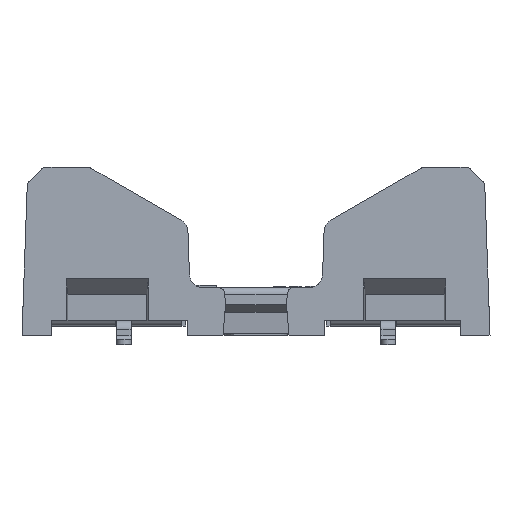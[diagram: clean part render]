
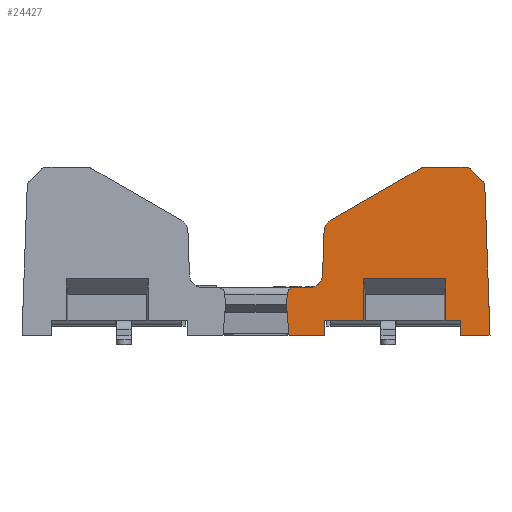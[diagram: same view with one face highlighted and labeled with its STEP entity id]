
A CAD part, top view. The second image highlights one B-rep face of the part: STEP entity #24427.
In plain terms, the highlighted planar face has unit normal (0, 0.009, 1).
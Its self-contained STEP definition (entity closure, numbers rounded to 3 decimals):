
#23195=VERTEX_POINT('NONE',#23196);
#23196=CARTESIAN_POINT('',(2.3,2.3,5.43));
#23237=VERTEX_POINT('NONE',#23238);
#23238=CARTESIAN_POINT('',(2.501,0.0,5.45));
#23244=EDGE_CURVE('NONE',#23237,#23195,#23245,.T.);
#23245=LINE('',#23246,#23247);
#23246=CARTESIAN_POINT('',(2.3,2.3,5.43));
#23247=VECTOR('',#23248,1.0);
#23248=DIRECTION('',(-0.087,0.996,-0.009));
#24427=ADVANCED_FACE('NONE',(#24428),#24611,.T.);
#24428=FACE_BOUND('NONE',#24429,.T.);
#24429=EDGE_LOOP('',(#24430,#24440,#24449,#24455,#24456,#24464,#24472,#24480,#24488,#24496,#24504,#24512,#24520,#24528,#24536,#24545,#24553,#24562,#24570,#24579,#24587,#24596,#24604));
#24430=ORIENTED_EDGE('',*,*,#24431,.T.);
#24431=EDGE_CURVE('NONE',#24432,#24434,#24436,.T.);
#24432=VERTEX_POINT('NONE',#24433);
#24433=CARTESIAN_POINT('',(4.034,3.6,5.419));
#24434=VERTEX_POINT('NONE',#24435);
#24435=CARTESIAN_POINT('',(2.872,3.6,5.419));
#24436=LINE('',#24437,#24438);
#24437=CARTESIAN_POINT('',(-17.7,3.6,5.419));
#24438=VECTOR('',#24439,1.0);
#24439=DIRECTION('',(-1.0,0.0,0.));
#24440=ORIENTED_EDGE('',*,*,#24441,.T.);
#24441=EDGE_CURVE('NONE',#24434,#24442,#24444,.T.);
#24442=VERTEX_POINT('NONE',#24443);
#24443=CARTESIAN_POINT('',(2.374,3.144,5.423));
#24444=(BOUNDED_CURVE()B_SPLINE_CURVE(3,(#24445,#24446,#24447,#24448),.UNSPECIFIED.,.F.,.U.)B_SPLINE_CURVE_WITH_KNOTS((4,4),(3.142,4.625),.PIECEWISE_BEZIER_KNOTS.)CURVE()GEOMETRIC_REPRESENTATION_ITEM()RATIONAL_B_SPLINE_CURVE((1.0,0.825,0.825,1.0))REPRESENTATION_ITEM(''));
#24445=CARTESIAN_POINT('',(2.872,3.6,5.419));
#24446=CARTESIAN_POINT('',(2.599,3.6,5.419));
#24447=CARTESIAN_POINT('',(2.398,3.416,5.42));
#24448=CARTESIAN_POINT('',(2.374,3.144,5.423));
#24449=ORIENTED_EDGE('',*,*,#24450,.T.);
#24450=EDGE_CURVE('NONE',#24442,#23195,#24451,.F.);
#24451=LINE('',#24452,#24453);
#24452=CARTESIAN_POINT('',(2.3,2.3,5.43));
#24453=VECTOR('',#24454,1.0);
#24454=DIRECTION('',(0.087,0.996,-0.009));
#24455=ORIENTED_EDGE('',*,*,#23244,.F.);
#24456=ORIENTED_EDGE('',*,*,#24457,.T.);
#24457=EDGE_CURVE('NONE',#23237,#24458,#24460,.T.);
#24458=VERTEX_POINT('NONE',#24459);
#24459=CARTESIAN_POINT('',(5.15,0.,5.45));
#24460=LINE('',#24461,#24462);
#24461=CARTESIAN_POINT('',(-17.7,0.0,5.45));
#24462=VECTOR('',#24463,1.0);
#24463=DIRECTION('',(1.0,0.0,0.));
#24464=ORIENTED_EDGE('',*,*,#24465,.T.);
#24465=EDGE_CURVE('NONE',#24458,#24466,#24468,.F.);
#24466=VERTEX_POINT('NONE',#24467);
#24467=CARTESIAN_POINT('',(5.15,1.1,5.44));
#24468=LINE('',#24469,#24470);
#24469=CARTESIAN_POINT('',(5.15,1.195,5.44));
#24470=VECTOR('',#24471,1.0);
#24471=DIRECTION('',(0.0,-1.,0.009));
#24472=ORIENTED_EDGE('',*,*,#24473,.T.);
#24473=EDGE_CURVE('NONE',#24466,#24474,#24476,.F.);
#24474=VERTEX_POINT('NONE',#24475);
#24475=CARTESIAN_POINT('',(8.146,1.1,5.44));
#24476=LINE('',#24477,#24478);
#24477=CARTESIAN_POINT('',(15.5,1.1,5.44));
#24478=VECTOR('',#24479,1.0);
#24479=DIRECTION('',(-1.0,0.0,0.));
#24480=ORIENTED_EDGE('',*,*,#24481,.T.);
#24481=EDGE_CURVE('NONE',#24474,#24482,#24484,.F.);
#24482=VERTEX_POINT('NONE',#24483);
#24483=CARTESIAN_POINT('',(8.148,4.263,5.413));
#24484=LINE('',#24485,#24486);
#24485=CARTESIAN_POINT('',(8.146,1.11,5.44));
#24486=VECTOR('',#24487,1.0);
#24487=DIRECTION('',(-0.001,-1.,0.009));
#24488=ORIENTED_EDGE('',*,*,#24489,.T.);
#24489=EDGE_CURVE('NONE',#24482,#24490,#24492,.F.);
#24490=VERTEX_POINT('NONE',#24491);
#24491=CARTESIAN_POINT('',(14.352,4.263,5.413));
#24492=LINE('',#24493,#24494);
#24493=CARTESIAN_POINT('',(-17.7,4.263,5.413));
#24494=VECTOR('',#24495,1.0);
#24495=DIRECTION('',(-1.0,0.,0.));
#24496=ORIENTED_EDGE('',*,*,#24497,.T.);
#24497=EDGE_CURVE('NONE',#24490,#24498,#24500,.T.);
#24498=VERTEX_POINT('NONE',#24499);
#24499=CARTESIAN_POINT('',(14.354,1.1,5.44));
#24500=LINE('',#24501,#24502);
#24501=CARTESIAN_POINT('',(14.354,1.11,5.44));
#24502=VECTOR('',#24503,1.0);
#24503=DIRECTION('',(0.001,-1.,0.009));
#24504=ORIENTED_EDGE('',*,*,#24505,.T.);
#24505=EDGE_CURVE('NONE',#24498,#24506,#24508,.F.);
#24506=VERTEX_POINT('NONE',#24507);
#24507=CARTESIAN_POINT('',(15.5,1.1,5.44));
#24508=LINE('',#24509,#24510);
#24509=CARTESIAN_POINT('',(15.5,1.1,5.44));
#24510=VECTOR('',#24511,1.0);
#24511=DIRECTION('',(-1.0,0.0,0.));
#24512=ORIENTED_EDGE('',*,*,#24513,.T.);
#24513=EDGE_CURVE('NONE',#24506,#24514,#24516,.F.);
#24514=VERTEX_POINT('NONE',#24515);
#24515=CARTESIAN_POINT('',(15.5,0.,5.45));
#24516=LINE('',#24517,#24518);
#24517=CARTESIAN_POINT('',(15.5,1.195,5.44));
#24518=VECTOR('',#24519,1.0);
#24519=DIRECTION('',(0.0,1.,-0.009));
#24520=ORIENTED_EDGE('',*,*,#24521,.T.);
#24521=EDGE_CURVE('NONE',#24514,#24522,#24524,.T.);
#24522=VERTEX_POINT('NONE',#24523);
#24523=CARTESIAN_POINT('',(17.7,0.0,5.45));
#24524=LINE('',#24525,#24526);
#24525=CARTESIAN_POINT('',(-17.7,0.0,5.45));
#24526=VECTOR('',#24527,1.0);
#24527=DIRECTION('',(1.0,0.0,0.));
#24528=ORIENTED_EDGE('',*,*,#24529,.T.);
#24529=EDGE_CURVE('NONE',#24522,#24530,#24532,.F.);
#24530=VERTEX_POINT('NONE',#24531);
#24531=CARTESIAN_POINT('',(17.305,11.305,5.351));
#24532=LINE('',#24533,#24534);
#24533=CARTESIAN_POINT('',(17.697,0.095,5.449));
#24534=VECTOR('',#24535,1.0);
#24535=DIRECTION('',(0.035,-0.999,0.009));
#24536=ORIENTED_EDGE('',*,*,#24537,.T.);
#24537=EDGE_CURVE('NONE',#24530,#24538,#24540,.T.);
#24538=VERTEX_POINT('NONE',#24539);
#24539=CARTESIAN_POINT('',(17.159,11.641,5.348));
#24540=(BOUNDED_CURVE()B_SPLINE_CURVE(3,(#24541,#24542,#24543,#24544),.UNSPECIFIED.,.F.,.U.)B_SPLINE_CURVE_WITH_KNOTS((4,4),(4.747,5.498),.PIECEWISE_BEZIER_KNOTS.)CURVE()GEOMETRIC_REPRESENTATION_ITEM()RATIONAL_B_SPLINE_CURVE((1.0,0.954,0.954,1.0))REPRESENTATION_ITEM(''));
#24541=CARTESIAN_POINT('',(17.305,11.305,5.351));
#24542=CARTESIAN_POINT('',(17.301,11.433,5.35));
#24543=CARTESIAN_POINT('',(17.25,11.55,5.349));
#24544=CARTESIAN_POINT('',(17.159,11.641,5.348));
#24545=ORIENTED_EDGE('',*,*,#24546,.T.);
#24546=EDGE_CURVE('NONE',#24538,#24547,#24549,.T.);
#24547=VERTEX_POINT('NONE',#24548);
#24548=CARTESIAN_POINT('',(16.246,12.554,5.34));
#24549=LINE('',#24550,#24551);
#24550=CARTESIAN_POINT('',(5.551,23.249,5.247));
#24551=VECTOR('',#24552,1.0);
#24552=DIRECTION('',(-0.707,0.707,-0.006));
#24553=ORIENTED_EDGE('',*,*,#24554,.T.);
#24554=EDGE_CURVE('NONE',#24547,#24555,#24557,.T.);
#24555=VERTEX_POINT('NONE',#24556);
#24556=CARTESIAN_POINT('',(15.893,12.7,5.339));
#24557=(BOUNDED_CURVE()B_SPLINE_CURVE(3,(#24558,#24559,#24560,#24561),.UNSPECIFIED.,.F.,.U.)B_SPLINE_CURVE_WITH_KNOTS((4,4),(5.498,6.283),.PIECEWISE_BEZIER_KNOTS.)CURVE()GEOMETRIC_REPRESENTATION_ITEM()RATIONAL_B_SPLINE_CURVE((1.0,0.949,0.949,1.0))REPRESENTATION_ITEM(''));
#24558=CARTESIAN_POINT('',(16.246,12.554,5.34));
#24559=CARTESIAN_POINT('',(16.151,12.649,5.34));
#24560=CARTESIAN_POINT('',(16.027,12.7,5.339));
#24561=CARTESIAN_POINT('',(15.893,12.7,5.339));
#24562=ORIENTED_EDGE('',*,*,#24563,.T.);
#24563=EDGE_CURVE('NONE',#24555,#24564,#24566,.F.);
#24564=VERTEX_POINT('NONE',#24565);
#24565=CARTESIAN_POINT('',(12.734,12.7,5.339));
#24566=LINE('',#24567,#24568);
#24567=CARTESIAN_POINT('',(-17.7,12.7,5.339));
#24568=VECTOR('',#24569,1.0);
#24569=DIRECTION('',(1.0,0.0,0.));
#24570=ORIENTED_EDGE('',*,*,#24571,.T.);
#24571=EDGE_CURVE('NONE',#24564,#24572,#24574,.T.);
#24572=VERTEX_POINT('NONE',#24573);
#24573=CARTESIAN_POINT('',(12.484,12.633,5.34));
#24574=(BOUNDED_CURVE()B_SPLINE_CURVE(3,(#24575,#24576,#24577,#24578),.UNSPECIFIED.,.F.,.U.)B_SPLINE_CURVE_WITH_KNOTS((4,4),(0.,0.524),.PIECEWISE_BEZIER_KNOTS.)CURVE()GEOMETRIC_REPRESENTATION_ITEM()RATIONAL_B_SPLINE_CURVE((1.0,0.977,0.977,1.0))REPRESENTATION_ITEM(''));
#24575=CARTESIAN_POINT('',(12.734,12.7,5.339));
#24576=CARTESIAN_POINT('',(12.646,12.7,5.339));
#24577=CARTESIAN_POINT('',(12.56,12.677,5.339));
#24578=CARTESIAN_POINT('',(12.484,12.633,5.34));
#24579=ORIENTED_EDGE('',*,*,#24580,.T.);
#24580=EDGE_CURVE('NONE',#24572,#24581,#24583,.T.);
#24581=VERTEX_POINT('NONE',#24582);
#24582=CARTESIAN_POINT('',(5.648,8.686,5.374));
#24583=LINE('',#24584,#24585);
#24584=CARTESIAN_POINT('',(-15.624,-3.595,5.481));
#24585=VECTOR('',#24586,1.0);
#24586=DIRECTION('',(-0.866,-0.5,0.004));
#24587=ORIENTED_EDGE('',*,*,#24588,.T.);
#24588=EDGE_CURVE('NONE',#24581,#24589,#24591,.T.);
#24589=VERTEX_POINT('NONE',#24590);
#24590=CARTESIAN_POINT('',(5.149,7.855,5.381));
#24591=(BOUNDED_CURVE()B_SPLINE_CURVE(3,(#24592,#24593,#24594,#24595),.UNSPECIFIED.,.F.,.U.)B_SPLINE_CURVE_WITH_KNOTS((4,4),(0.524,1.536),.PIECEWISE_BEZIER_KNOTS.)CURVE()GEOMETRIC_REPRESENTATION_ITEM()RATIONAL_B_SPLINE_CURVE((1.0,0.916,0.916,1.0))REPRESENTATION_ITEM(''));
#24592=CARTESIAN_POINT('',(5.648,8.686,5.374));
#24593=CARTESIAN_POINT('',(5.343,8.51,5.376));
#24594=CARTESIAN_POINT('',(5.161,8.208,5.378));
#24595=CARTESIAN_POINT('',(5.149,7.855,5.381));
#24596=ORIENTED_EDGE('',*,*,#24597,.T.);
#24597=EDGE_CURVE('NONE',#24589,#24598,#24600,.T.);
#24598=VERTEX_POINT('NONE',#24599);
#24599=CARTESIAN_POINT('',(5.034,4.565,5.41));
#24600=LINE('',#24601,#24602);
#24601=CARTESIAN_POINT('',(4.847,-0.787,5.457));
#24602=VECTOR('',#24603,1.0);
#24603=DIRECTION('',(-0.035,-0.999,0.009));
#24604=ORIENTED_EDGE('',*,*,#24605,.T.);
#24605=EDGE_CURVE('NONE',#24598,#24432,#24606,.T.);
#24606=(BOUNDED_CURVE()B_SPLINE_CURVE(3,(#24607,#24608,#24609,#24610),.UNSPECIFIED.,.F.,.U.)B_SPLINE_CURVE_WITH_KNOTS((4,4),(4.747,6.283),.PIECEWISE_BEZIER_KNOTS.)CURVE()GEOMETRIC_REPRESENTATION_ITEM()RATIONAL_B_SPLINE_CURVE((1.0,0.813,0.813,1.0))REPRESENTATION_ITEM(''));
#24607=CARTESIAN_POINT('',(5.034,4.565,5.41));
#24608=CARTESIAN_POINT('',(5.014,3.996,5.415));
#24609=CARTESIAN_POINT('',(4.604,3.6,5.419));
#24610=CARTESIAN_POINT('',(4.034,3.6,5.419));
#24611=PLANE('',#24612);
#24612=AXIS2_PLACEMENT_3D('',#24613,#24614,#24615);
#24613=CARTESIAN_POINT('',(-17.7,0.0,5.45));
#24614=DIRECTION('',(0.,0.009,1.));
#24615=DIRECTION('',(0.0,-1.,0.009));
